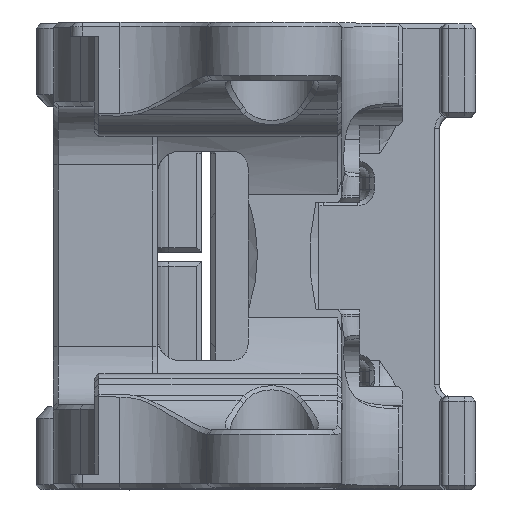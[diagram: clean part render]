
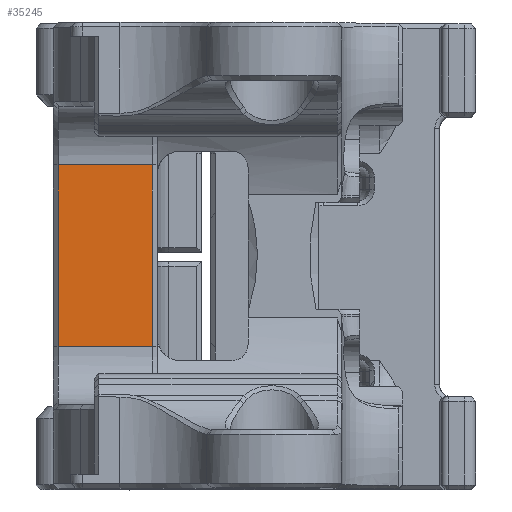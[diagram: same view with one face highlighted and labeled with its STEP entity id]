
A CAD part, top view. The second image highlights one B-rep face of the part: STEP entity #35245.
In plain terms, the highlighted planar face has unit normal (0, 0, 1).
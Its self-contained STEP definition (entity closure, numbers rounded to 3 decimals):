
#213 = CARTESIAN_POINT ( 'NONE',  ( -44.613, 126.842, 35.203 ) ) ;
#562 = LINE ( 'NONE', #27919, #36346 ) ;
#3531 = DIRECTION ( 'NONE',  ( 1., 0., 0. ) ) ;
#5942 = VECTOR ( 'NONE', #15483, 1000. ) ;
#6284 = EDGE_CURVE ( 'NONE', #22148, #35174, #562, .T. ) ;
#6745 = VERTEX_POINT ( 'NONE', #38568 ) ;
#9333 = EDGE_CURVE ( 'NONE', #6745, #12763, #33220, .T. ) ;
#11180 = AXIS2_PLACEMENT_3D ( 'NONE', #213, #35074, #42559 ) ;
#12763 = VERTEX_POINT ( 'NONE', #38010 ) ;
#13456 = DIRECTION ( 'NONE',  ( 0., -1., 0. ) ) ;
#14737 = EDGE_CURVE ( 'NONE', #35174, #12763, #35810, .T. ) ;
#14968 = EDGE_CURVE ( 'NONE', #6745, #22148, #40992, .T. ) ;
#15483 = DIRECTION ( 'NONE',  ( 1., 0., 0. ) ) ;
#15609 = ORIENTED_EDGE ( 'NONE', *, *, #14737, .T. ) ;
#15695 = ORIENTED_EDGE ( 'NONE', *, *, #6284, .T. ) ;
#22148 = VERTEX_POINT ( 'NONE', #30423 ) ;
#22586 = CARTESIAN_POINT ( 'NONE',  ( -66.929, 134.642, 35.203 ) ) ;
#23614 = VECTOR ( 'NONE', #36467, 1000. ) ;
#23688 = CARTESIAN_POINT ( 'NONE',  ( -75.029, 119.042, 35.203 ) ) ;
#25120 = VECTOR ( 'NONE', #13456, 1000. ) ;
#26160 = EDGE_LOOP ( 'NONE', ( #39743, #37079, #15695, #15609 ) ) ;
#27919 = CARTESIAN_POINT ( 'NONE',  ( -47.613, 119.042, 35.203 ) ) ;
#28900 = CARTESIAN_POINT ( 'NONE',  ( -47.613, 134.642, 35.203 ) ) ;
#30423 = CARTESIAN_POINT ( 'NONE',  ( -75.029, 119.042, 35.203 ) ) ;
#31438 = PLANE ( 'NONE',  #11180 ) ;
#32344 = FACE_OUTER_BOUND ( 'NONE', #26160, .T. ) ;
#33220 = LINE ( 'NONE', #28900, #5942 ) ;
#35074 = DIRECTION ( 'NONE',  ( 0., 0., -1. ) ) ;
#35174 = VERTEX_POINT ( 'NONE', #38919 ) ;
#35245 = ADVANCED_FACE ( 'NONE', ( #32344 ), #31438, .F. ) ;
#35810 = LINE ( 'NONE', #22586, #23614 ) ;
#36346 = VECTOR ( 'NONE', #3531, 1000. ) ;
#36467 = DIRECTION ( 'NONE',  ( 0., 1., 0. ) ) ;
#37079 = ORIENTED_EDGE ( 'NONE', *, *, #14968, .T. ) ;
#38010 = CARTESIAN_POINT ( 'NONE',  ( -66.929, 134.642, 35.203 ) ) ;
#38568 = CARTESIAN_POINT ( 'NONE',  ( -75.029, 134.642, 35.203 ) ) ;
#38919 = CARTESIAN_POINT ( 'NONE',  ( -66.929, 119.042, 35.203 ) ) ;
#39743 = ORIENTED_EDGE ( 'NONE', *, *, #9333, .F. ) ;
#40992 = LINE ( 'NONE', #23688, #25120 ) ;
#42559 = DIRECTION ( 'NONE',  ( 0., 1., 0. ) ) ;
